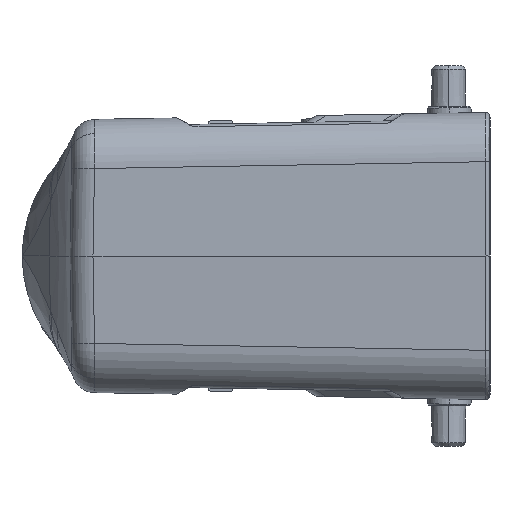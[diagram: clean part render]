
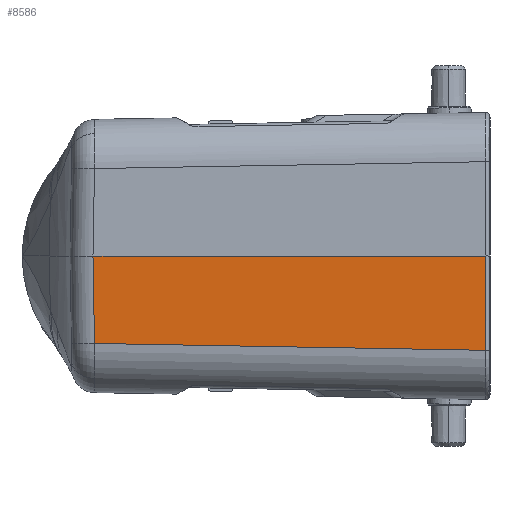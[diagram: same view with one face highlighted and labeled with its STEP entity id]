
A CAD part, left-side view. The second image highlights one B-rep face of the part: STEP entity #8586.
In plain terms, the highlighted planar face has unit normal (-1, 0.018, -0.017).
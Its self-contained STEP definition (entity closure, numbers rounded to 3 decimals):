
#1083=DIRECTION('',(-0.017,0.,1.));
#1084=VECTOR('',#1083,14.124);
#1085=CARTESIAN_POINT('',(-46.493,70.609,
-14.121));
#1086=LINE('',#1085,#1084);
#1095=DIRECTION('',(0.017,1.,0.017));
#1096=VECTOR('',#1095,58.642);
#1097=CARTESIAN_POINT('',(-46.493,70.609,
-14.121));
#1098=LINE('',#1097,#1096);
#1099=DIRECTION('',(-0.017,0.017,1.));
#1100=VECTOR('',#1099,13.102);
#1101=CARTESIAN_POINT('',(-45.487,129.233,
-13.098));
#1102=LINE('',#1101,#1100);
#1103=DIRECTION('',(-0.017,-1.,0.));
#1104=VECTOR('',#1103,58.862);
#1105=CARTESIAN_POINT('',(-45.712,129.462,
0.));
#1106=LINE('',#1105,#1104);
#1122=CARTESIAN_POINT('',(-45.487,129.233,
-13.098));
#6363=CARTESIAN_POINT('',(-45.712,129.462,
0.));
#6364=VERTEX_POINT('',#6363);
#6366=CARTESIAN_POINT('',(-46.739,70.609,
0.));
#6367=VERTEX_POINT('',#6366);
#6368=CARTESIAN_POINT('',(-46.493,70.609,
-14.121));
#6369=VERTEX_POINT('',#6368);
#6381=VERTEX_POINT('',#1122);
#8573=CARTESIAN_POINT('',(-46.792,70.,2.412));
#8574=DIRECTION('',(-1.,0.017,-0.017));
#8575=DIRECTION('',(0.017,0.,-1.));
#8576=AXIS2_PLACEMENT_3D('',#8573,#8574,#8575);
#8577=PLANE('',#8576);
#8578=ORIENTED_EDGE('',*,*,#8566,.F.);
#8579=ORIENTED_EDGE('',*,*,#8541,.T.);
#8581=ORIENTED_EDGE('',*,*,#8580,.T.);
#8583=ORIENTED_EDGE('',*,*,#8582,.T.);
#8584=EDGE_LOOP('',(#8578,#8579,#8581,#8583));
#8585=FACE_OUTER_BOUND('',#8584,.F.);
#8586=ADVANCED_FACE('',(#8585),#8577,.T.);
#8541=EDGE_CURVE('',#6369,#6381,#1098,.T.);
#8566=EDGE_CURVE('',#6369,#6367,#1086,.T.);
#8580=EDGE_CURVE('',#6381,#6364,#1102,.T.);
#8582=EDGE_CURVE('',#6364,#6367,#1106,.T.);
